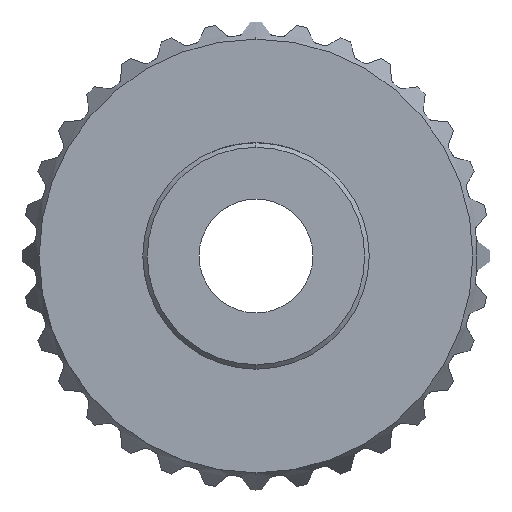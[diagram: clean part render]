
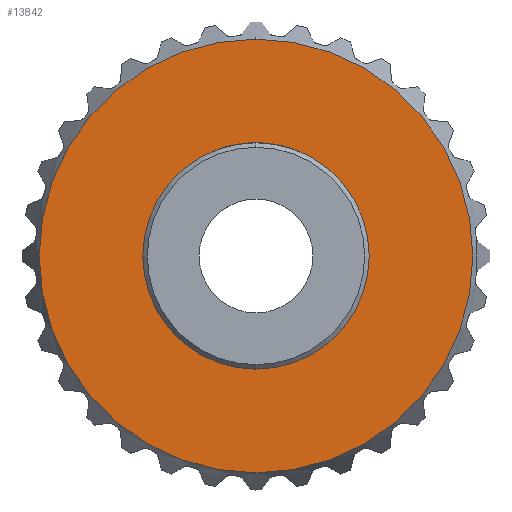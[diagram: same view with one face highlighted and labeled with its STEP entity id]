
A CAD part, front view. The second image highlights one B-rep face of the part: STEP entity #13842.
In plain terms, the highlighted planar face has unit normal (0, -1, 0).
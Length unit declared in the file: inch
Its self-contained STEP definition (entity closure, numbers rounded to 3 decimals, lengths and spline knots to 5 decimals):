
#255 = ORIENTED_EDGE ( 'NONE', *, *, #5530, .T. ) ;
#479 = CIRCLE ( 'NONE', #9468, 0.24875 ) ;
#535 = CIRCLE ( 'NONE', #7889, 0.47631 ) ;
#1746 = CARTESIAN_POINT ( 'NONE',  ( 0., -0.04738, -0.24875 ) ) ;
#2403 = ORIENTED_EDGE ( 'NONE', *, *, #12772, .F. ) ;
#2805 = DIRECTION ( 'NONE',  ( 0., 1., 0. ) ) ;
#2934 = EDGE_CURVE ( 'NONE', #4827, #11056, #3364, .T. ) ;
#3003 = EDGE_LOOP ( 'NONE', ( #255, #9105 ) ) ;
#3219 = DIRECTION ( 'NONE',  ( 0., -1., 0. ) ) ;
#3364 = CIRCLE ( 'NONE', #6131, 0.47631 ) ;
#3463 = CARTESIAN_POINT ( 'NONE',  ( 0., -0.04738, 0. ) ) ;
#3967 = CARTESIAN_POINT ( 'NONE',  ( 0., -0.04738, 0. ) ) ;
#4513 = DIRECTION ( 'NONE',  ( 0., 0., 1. ) ) ;
#4827 = VERTEX_POINT ( 'NONE', #7049 ) ;
#5055 = DIRECTION ( 'NONE',  ( 0., 0., 1. ) ) ;
#5075 = CIRCLE ( 'NONE', #8092, 0.24875 ) ;
#5530 = EDGE_CURVE ( 'NONE', #11056, #4827, #535, .T. ) ;
#5630 = CARTESIAN_POINT ( 'NONE',  ( 0., -0.04738, 0. ) ) ;
#5960 = VERTEX_POINT ( 'NONE', #13017 ) ;
#6037 = CARTESIAN_POINT ( 'NONE',  ( 0., -0.04738, 0.47631 ) ) ;
#6039 = EDGE_LOOP ( 'NONE', ( #2403, #9509 ) ) ;
#6131 = AXIS2_PLACEMENT_3D ( 'NONE', #3967, #11526, #5055 ) ;
#6676 = DIRECTION ( 'NONE',  ( 0., 0., 1. ) ) ;
#6866 = FACE_BOUND ( 'NONE', #6039, .T. ) ;
#7049 = CARTESIAN_POINT ( 'NONE',  ( 0., -0.04738, -0.47631 ) ) ;
#7889 = AXIS2_PLACEMENT_3D ( 'NONE', #5630, #13182, #6676 ) ;
#8092 = AXIS2_PLACEMENT_3D ( 'NONE', #9611, #3219, #10729 ) ;
#8099 = PLANE ( 'NONE',  #9656 ) ;
#9105 = ORIENTED_EDGE ( 'NONE', *, *, #2934, .T. ) ;
#9468 = AXIS2_PLACEMENT_3D ( 'NONE', #3463, #10982, #4513 ) ;
#9509 = ORIENTED_EDGE ( 'NONE', *, *, #11231, .F. ) ;
#9611 = CARTESIAN_POINT ( 'NONE',  ( 0., -0.04738, 0. ) ) ;
#9656 = AXIS2_PLACEMENT_3D ( 'NONE', #11235, #2805, #10319 ) ;
#9727 = FACE_OUTER_BOUND ( 'NONE', #3003, .T. ) ;
#10319 = DIRECTION ( 'NONE',  ( 0., 0., 1. ) ) ;
#10729 = DIRECTION ( 'NONE',  ( 0., 0., 1. ) ) ;
#10982 = DIRECTION ( 'NONE',  ( 0., -1., 0. ) ) ;
#11056 = VERTEX_POINT ( 'NONE', #6037 ) ;
#11231 = EDGE_CURVE ( 'NONE', #13852, #5960, #5075, .T. ) ;
#11235 = CARTESIAN_POINT ( 'NONE',  ( -0.75, -0.04738, -0.51407 ) ) ;
#11526 = DIRECTION ( 'NONE',  ( 0., -1., 0. ) ) ;
#12772 = EDGE_CURVE ( 'NONE', #5960, #13852, #479, .T. ) ;
#13017 = CARTESIAN_POINT ( 'NONE',  ( 0., -0.04738, 0.24875 ) ) ;
#13182 = DIRECTION ( 'NONE',  ( 0., -1., 0. ) ) ;
#13842 = ADVANCED_FACE ( 'NONE', ( #9727, #6866 ), #8099, .F. ) ;
#13852 = VERTEX_POINT ( 'NONE', #1746 ) ;
